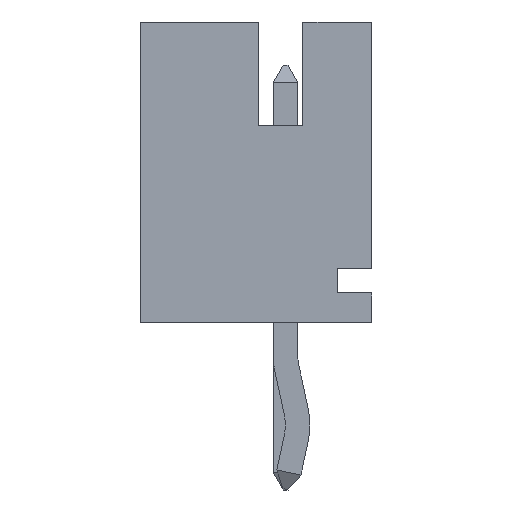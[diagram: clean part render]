
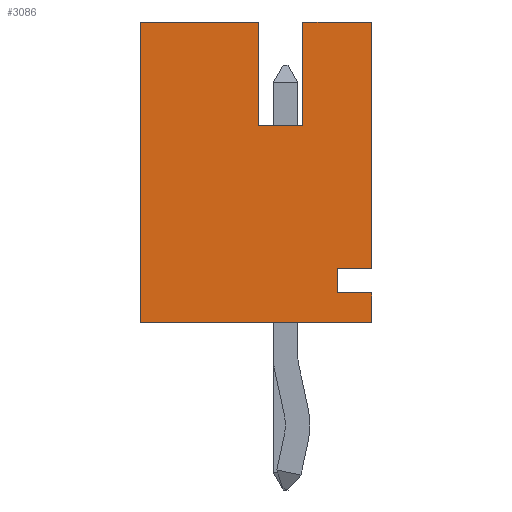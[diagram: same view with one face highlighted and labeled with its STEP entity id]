
A CAD part, left-side view. The second image highlights one B-rep face of the part: STEP entity #3086.
In plain terms, the highlighted planar face has unit normal (-1, 0, 0).
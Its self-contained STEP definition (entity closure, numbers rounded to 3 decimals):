
#360=ORIENTED_EDGE('',*,*,#1157,.F.);
#361=ORIENTED_EDGE('',*,*,#1158,.F.);
#362=ORIENTED_EDGE('',*,*,#1159,.F.);
#363=ORIENTED_EDGE('',*,*,#1160,.T.);
#364=ORIENTED_EDGE('',*,*,#1010,.T.);
#365=ORIENTED_EDGE('',*,*,#1109,.T.);
#366=ORIENTED_EDGE('',*,*,#959,.T.);
#367=ORIENTED_EDGE('',*,*,#1161,.T.);
#368=ORIENTED_EDGE('',*,*,#1162,.T.);
#369=ORIENTED_EDGE('',*,*,#1163,.T.);
#370=ORIENTED_EDGE('',*,*,#1124,.T.);
#371=ORIENTED_EDGE('',*,*,#1121,.T.);
#959=EDGE_CURVE('',#1397,#1396,#1684,.T.);
#1010=EDGE_CURVE('',#1447,#1446,#1735,.T.);
#1109=EDGE_CURVE('',#1446,#1397,#1834,.T.);
#1121=EDGE_CURVE('',#1517,#1516,#1846,.T.);
#1124=EDGE_CURVE('',#1519,#1517,#1849,.T.);
#1157=EDGE_CURVE('',#1546,#1516,#1882,.T.);
#1158=EDGE_CURVE('',#1547,#1546,#1883,.T.);
#1159=EDGE_CURVE('',#1548,#1547,#1884,.T.);
#1160=EDGE_CURVE('',#1548,#1447,#1885,.T.);
#1161=EDGE_CURVE('',#1396,#1549,#1886,.T.);
#1162=EDGE_CURVE('',#1549,#1550,#1887,.T.);
#1163=EDGE_CURVE('',#1550,#1519,#1888,.T.);
#1396=VERTEX_POINT('',#4225);
#1397=VERTEX_POINT('',#4227);
#1446=VERTEX_POINT('',#4327);
#1447=VERTEX_POINT('',#4329);
#1516=VERTEX_POINT('',#4544);
#1517=VERTEX_POINT('',#4546);
#1519=VERTEX_POINT('',#4552);
#1546=VERTEX_POINT('',#4616);
#1547=VERTEX_POINT('',#4618);
#1548=VERTEX_POINT('',#4620);
#1549=VERTEX_POINT('',#4623);
#1550=VERTEX_POINT('',#4625);
#1684=LINE('',#4226,#2115);
#1735=LINE('',#4328,#2166);
#1834=LINE('',#4520,#2265);
#1846=LINE('',#4545,#2277);
#1849=LINE('',#4551,#2280);
#1882=LINE('',#4615,#2313);
#1883=LINE('',#4617,#2314);
#1884=LINE('',#4619,#2315);
#1885=LINE('',#4621,#2316);
#1886=LINE('',#4622,#2317);
#1887=LINE('',#4624,#2318);
#1888=LINE('',#4626,#2319);
#2115=VECTOR('',#3435,1000.);
#2166=VECTOR('',#3488,1000.);
#2265=VECTOR('',#3649,1000.);
#2277=VECTOR('',#3671,1000.);
#2280=VECTOR('',#3676,1000.);
#2313=VECTOR('',#3717,1000.);
#2314=VECTOR('',#3718,1000.);
#2315=VECTOR('',#3719,1000.);
#2316=VECTOR('',#3720,1000.);
#2317=VECTOR('',#3721,1000.);
#2318=VECTOR('',#3722,1000.);
#2319=VECTOR('',#3723,1000.);
#2587=EDGE_LOOP('',(#360,#361,#362,#363,#364,#365,#366,#367,#368,#369,#370,
#371));
#2764=FACE_BOUND('',#2587,.T.);
#2931=PLANE('',#3283);
#3086=ADVANCED_FACE('',(#2764),#2931,.T.);
#3283=AXIS2_PLACEMENT_3D('',#4614,#3715,#3716);
#3435=DIRECTION('',(0.,0.,1.));
#3488=DIRECTION('',(0.,0.,-1.));
#3649=DIRECTION('',(0.,-1.,0.));
#3671=DIRECTION('',(0.,1.,0.));
#3676=DIRECTION('',(0.,0.,1.));
#3715=DIRECTION('',(-1.,0.,0.));
#3716=DIRECTION('',(0.,0.,1.));
#3717=DIRECTION('',(0.,0.,1.));
#3718=DIRECTION('',(0.,-1.,0.));
#3719=DIRECTION('',(0.,0.,-1.));
#3720=DIRECTION('',(0.,1.,0.));
#3721=DIRECTION('',(0.,1.,0.));
#3722=DIRECTION('',(0.,0.,1.));
#3723=DIRECTION('',(0.,-1.,0.));
#4225=CARTESIAN_POINT('',(-8.,-2.35,-2.45));
#4226=CARTESIAN_POINT('',(-8.,-2.35,-3.05));
#4227=CARTESIAN_POINT('',(-8.,-2.35,-3.05));
#4327=CARTESIAN_POINT('',(-8.,2.35,-3.05));
#4328=CARTESIAN_POINT('',(-8.,2.35,3.05));
#4329=CARTESIAN_POINT('',(-8.,2.35,3.05));
#4520=CARTESIAN_POINT('',(-8.,2.35,-3.05));
#4544=CARTESIAN_POINT('',(-8.,-0.95,3.05));
#4545=CARTESIAN_POINT('',(-8.,-2.35,3.05));
#4546=CARTESIAN_POINT('',(-8.,-2.35,3.05));
#4551=CARTESIAN_POINT('',(-8.,-2.35,-3.05));
#4552=CARTESIAN_POINT('',(-8.,-2.35,-1.95));
#4614=CARTESIAN_POINT('',(-8.,0.,0.));
#4615=CARTESIAN_POINT('',(-8.,-0.95,0.95));
#4616=CARTESIAN_POINT('',(-8.,-0.95,0.95));
#4617=CARTESIAN_POINT('',(-8.,-0.05,0.95));
#4618=CARTESIAN_POINT('',(-8.,-0.05,0.95));
#4619=CARTESIAN_POINT('',(-8.,-0.05,3.05));
#4620=CARTESIAN_POINT('',(-8.,-0.05,3.05));
#4621=CARTESIAN_POINT('',(-8.,-2.35,3.05));
#4622=CARTESIAN_POINT('',(-8.,0.,-2.45));
#4623=CARTESIAN_POINT('',(-8.,-1.65,-2.45));
#4624=CARTESIAN_POINT('',(-8.,-1.65,0.));
#4625=CARTESIAN_POINT('',(-8.,-1.65,-1.95));
#4626=CARTESIAN_POINT('',(-8.,0.,-1.95));
